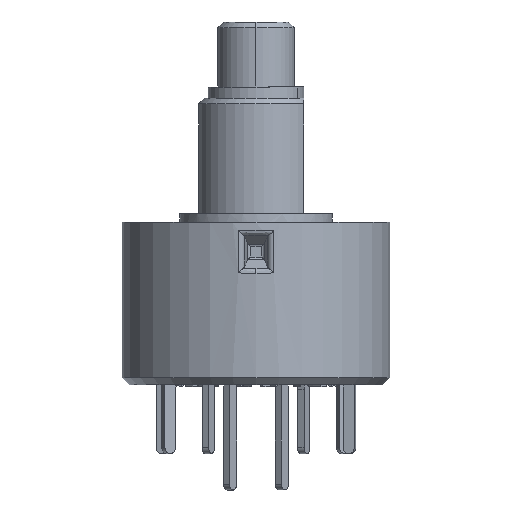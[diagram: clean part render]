
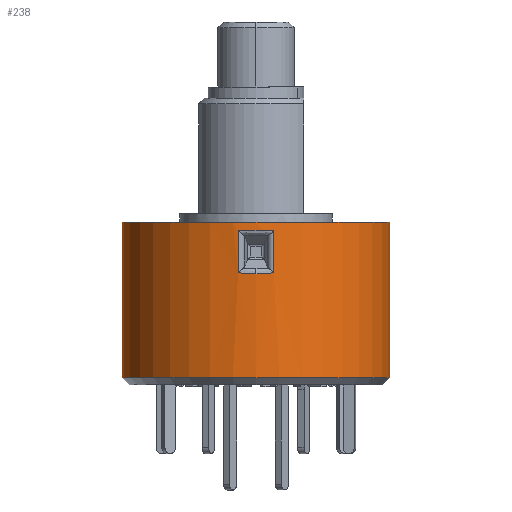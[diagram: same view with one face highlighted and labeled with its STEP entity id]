
A CAD part, left-side view. The second image highlights one B-rep face of the part: STEP entity #238.
In plain terms, the highlighted cylindrical face has radius 7 mm (diameter 14 mm), a partial arc.
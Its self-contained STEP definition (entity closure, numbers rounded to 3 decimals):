
#238 = ADVANCED_FACE ( 'NONE', ( #5062, #5802 ), #15115, .T. ) ;
#355 = ORIENTED_EDGE ( 'NONE', *, *, #12793, .T. ) ;
#635 = DIRECTION ( 'NONE',  ( 0., 0., -1. ) ) ;
#661 = DIRECTION ( 'NONE',  ( 0., -1., 0. ) ) ;
#782 = EDGE_CURVE ( 'NONE', #4181, #9216, #9050, .T. ) ;
#1032 = LINE ( 'NONE', #13923, #12494 ) ;
#1813 = VERTEX_POINT ( 'NONE', #7733 ) ;
#1903 = ORIENTED_EDGE ( 'NONE', *, *, #9034, .T. ) ;
#1948 = CARTESIAN_POINT ( 'NONE',  ( -6.937, -0.938, -3.094 ) ) ;
#2148 = EDGE_LOOP ( 'NONE', ( #5583, #9831, #355, #11590 ) ) ;
#2201 = AXIS2_PLACEMENT_3D ( 'NONE', #12928, #5770, #6956 ) ;
#2613 = LINE ( 'NONE', #14837, #11097 ) ;
#2829 = CARTESIAN_POINT ( 'NONE',  ( 0., 7., -0.45 ) ) ;
#3093 = ORIENTED_EDGE ( 'NONE', *, *, #7869, .T. ) ;
#3186 = CARTESIAN_POINT ( 'NONE',  ( -6.937, -0.938, -0.888 ) ) ;
#3203 = LINE ( 'NONE', #2829, #8270 ) ;
#3720 = EDGE_LOOP ( 'NONE', ( #9820, #3093, #1903, #8498, #9417 ) ) ;
#4128 = CARTESIAN_POINT ( 'NONE',  ( 0., 0., -0.45 ) ) ;
#4162 = CARTESIAN_POINT ( 'NONE',  ( 0., 0., -8.574 ) ) ;
#4181 = VERTEX_POINT ( 'NONE', #4700 ) ;
#4198 = EDGE_CURVE ( 'NONE', #1813, #8231, #8486, .T. ) ;
#4223 = CARTESIAN_POINT ( 'NONE',  ( 0., -7., -8.574 ) ) ;
#4413 = CARTESIAN_POINT ( 'NONE',  ( -7., -0.314, -3.129 ) ) ;
#4700 = CARTESIAN_POINT ( 'NONE',  ( -6.937, 0.938, -0.888 ) ) ;
#5062 = FACE_OUTER_BOUND ( 'NONE', #2148, .T. ) ;
#5136 = VERTEX_POINT ( 'NONE', #10083 ) ;
#5397 = CARTESIAN_POINT ( 'NONE',  ( -7.021, 0.315, -0.841 ) ) ;
#5583 = ORIENTED_EDGE ( 'NONE', *, *, #4198, .F. ) ;
#5724 = CARTESIAN_POINT ( 'NONE',  ( -7., 0., -3.129 ) ) ;
#5770 = DIRECTION ( 'NONE',  ( 0., 0., 1. ) ) ;
#5802 = FACE_BOUND ( 'NONE', #3720, .T. ) ;
#6007 = CARTESIAN_POINT ( 'NONE',  ( 0., -7., -0.45 ) ) ;
#6696 = CARTESIAN_POINT ( 'NONE',  ( -6.937, 0.938, -0.888 ) ) ;
#6956 = DIRECTION ( 'NONE',  ( 0., -1., 0. ) ) ;
#7733 = CARTESIAN_POINT ( 'NONE',  ( 0., -7., -0.45 ) ) ;
#7764 = EDGE_CURVE ( 'NONE', #12581, #1813, #7797, .T. ) ;
#7797 = CIRCLE ( 'NONE', #2201, 7. ) ;
#7869 = EDGE_CURVE ( 'NONE', #10662, #12091, #9118, .T. ) ;
#7910 = DIRECTION ( 'NONE',  ( 0., 1., 0. ) ) ;
#8231 = VERTEX_POINT ( 'NONE', #4223 ) ;
#8270 = VECTOR ( 'NONE', #12452, 1000. ) ;
#8317 = CARTESIAN_POINT ( 'NONE',  ( 0., 7., -0.45 ) ) ;
#8360 = CARTESIAN_POINT ( 'NONE',  ( -7., 0.314, -3.129 ) ) ;
#8433 = CARTESIAN_POINT ( 'NONE',  ( -6.937, -0.938, -3.094 ) ) ;
#8486 = LINE ( 'NONE', #6007, #10560 ) ;
#8498 = ORIENTED_EDGE ( 'NONE', *, *, #782, .T. ) ;
#9034 = EDGE_CURVE ( 'NONE', #12091, #4181, #1032, .T. ) ;
#9050 =( BOUNDED_CURVE ( )  B_SPLINE_CURVE ( 3, ( #6696, #5397, #9134, #3186 ),
 .UNSPECIFIED., .F., .F. ) 
 B_SPLINE_CURVE_WITH_KNOTS ( ( 4, 4 ),
 ( 3.007, 3.276 ),
 .UNSPECIFIED. ) 
 CURVE ( )  GEOMETRIC_REPRESENTATION_ITEM ( )  RATIONAL_B_SPLINE_CURVE ( ( 1., 0.994, 0.994, 1. ) ) 
 REPRESENTATION_ITEM ( '' )  );
#9118 =( BOUNDED_CURVE ( )  B_SPLINE_CURVE ( 3, ( #15534, #8360, #15372, #11989 ),
 .UNSPECIFIED., .F., .F. ) 
 B_SPLINE_CURVE_WITH_KNOTS ( ( 4, 4 ),
 ( 0., 0.134 ),
 .UNSPECIFIED. ) 
 CURVE ( )  GEOMETRIC_REPRESENTATION_ITEM ( )  RATIONAL_B_SPLINE_CURVE ( ( 1., 0.998, 0.998, 1. ) ) 
 REPRESENTATION_ITEM ( '' )  );
#9134 = CARTESIAN_POINT ( 'NONE',  ( -7.021, -0.315, -0.841 ) ) ;
#9164 = AXIS2_PLACEMENT_3D ( 'NONE', #4162, #10193, #661 ) ;
#9216 = VERTEX_POINT ( 'NONE', #13038 ) ;
#9417 = ORIENTED_EDGE ( 'NONE', *, *, #12861, .T. ) ;
#9820 = ORIENTED_EDGE ( 'NONE', *, *, #12468, .T. ) ;
#9831 = ORIENTED_EDGE ( 'NONE', *, *, #7764, .F. ) ;
#10057 = VERTEX_POINT ( 'NONE', #8433 ) ;
#10083 = CARTESIAN_POINT ( 'NONE',  ( 0., 7., -8.574 ) ) ;
#10193 = DIRECTION ( 'NONE',  ( 0., 0., 1. ) ) ;
#10415 = CIRCLE ( 'NONE', #9164, 7. ) ;
#10537 = CARTESIAN_POINT ( 'NONE',  ( -6.937, 0.938, -3.094 ) ) ;
#10560 = VECTOR ( 'NONE', #13215, 1000. ) ;
#10662 = VERTEX_POINT ( 'NONE', #13339 ) ;
#11097 = VECTOR ( 'NONE', #12560, 1000. ) ;
#11370 = DIRECTION ( 'NONE',  ( 0., 0., 1. ) ) ;
#11574 = AXIS2_PLACEMENT_3D ( 'NONE', #4128, #635, #7910 ) ;
#11590 = ORIENTED_EDGE ( 'NONE', *, *, #13778, .T. ) ;
#11989 = CARTESIAN_POINT ( 'NONE',  ( -6.937, 0.938, -3.094 ) ) ;
#12091 = VERTEX_POINT ( 'NONE', #10537 ) ;
#12452 = DIRECTION ( 'NONE',  ( 0., 0., -1. ) ) ;
#12468 = EDGE_CURVE ( 'NONE', #10057, #10662, #14534, .T. ) ;
#12494 = VECTOR ( 'NONE', #11370, 1000. ) ;
#12560 = DIRECTION ( 'NONE',  ( 0., 0., -1. ) ) ;
#12581 = VERTEX_POINT ( 'NONE', #8317 ) ;
#12793 = EDGE_CURVE ( 'NONE', #12581, #5136, #3203, .T. ) ;
#12861 = EDGE_CURVE ( 'NONE', #9216, #10057, #2613, .T. ) ;
#12889 = CARTESIAN_POINT ( 'NONE',  ( -6.979, -0.627, -3.117 ) ) ;
#12928 = CARTESIAN_POINT ( 'NONE',  ( 0., 0., -0.45 ) ) ;
#13038 = CARTESIAN_POINT ( 'NONE',  ( -6.937, -0.938, -0.888 ) ) ;
#13215 = DIRECTION ( 'NONE',  ( 0., 0., -1. ) ) ;
#13339 = CARTESIAN_POINT ( 'NONE',  ( -7., 0., -3.129 ) ) ;
#13778 = EDGE_CURVE ( 'NONE', #5136, #8231, #10415, .T. ) ;
#13923 = CARTESIAN_POINT ( 'NONE',  ( -6.937, 0.938, -0.45 ) ) ;
#14534 =( BOUNDED_CURVE ( )  B_SPLINE_CURVE ( 3, ( #1948, #12889, #4413, #5724 ),
 .UNSPECIFIED., .F., .T. ) 
 B_SPLINE_CURVE_WITH_KNOTS ( ( 4, 4 ),
 ( 6.149, 6.283 ),
 .UNSPECIFIED. ) 
 CURVE ( )  GEOMETRIC_REPRESENTATION_ITEM ( )  RATIONAL_B_SPLINE_CURVE ( ( 1., 0.998, 0.998, 1. ) ) 
 REPRESENTATION_ITEM ( '' )  );
#14837 = CARTESIAN_POINT ( 'NONE',  ( -6.937, -0.938, -0.45 ) ) ;
#15115 = CYLINDRICAL_SURFACE ( 'NONE', #11574, 7. ) ;
#15372 = CARTESIAN_POINT ( 'NONE',  ( -6.979, 0.627, -3.117 ) ) ;
#15534 = CARTESIAN_POINT ( 'NONE',  ( -7., 0., -3.129 ) ) ;
